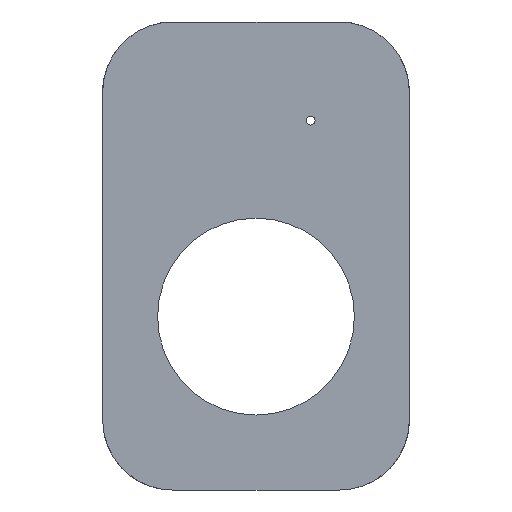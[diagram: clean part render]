
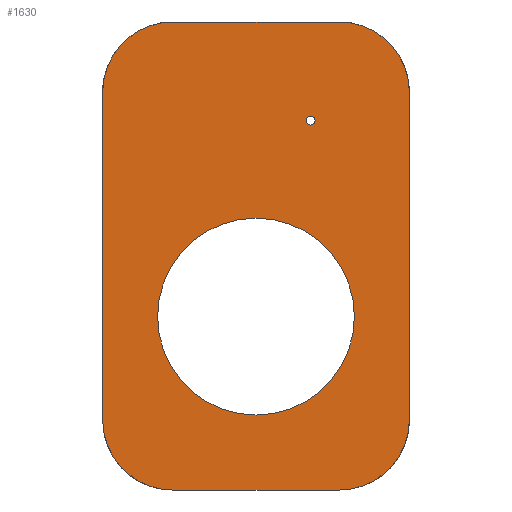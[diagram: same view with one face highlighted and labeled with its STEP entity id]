
A CAD part, front view. The second image highlights one B-rep face of the part: STEP entity #1630.
In plain terms, the highlighted planar face has unit normal (0, -1, 0).
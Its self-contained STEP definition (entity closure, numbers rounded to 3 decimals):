
#18 = AXIS2_PLACEMENT_3D ( 'NONE', #5518, #2992, #6664 ) ;
#183 = AXIS2_PLACEMENT_3D ( 'NONE', #6117, #473, #2950 ) ;
#228 = AXIS2_PLACEMENT_3D ( 'NONE', #793, #7640, #5192 ) ;
#276 = VERTEX_POINT ( 'NONE', #7930 ) ;
#412 = VECTOR ( 'NONE', #4571, 1000. ) ;
#446 = CIRCLE ( 'NONE', #2261, 16. ) ;
#473 = DIRECTION ( 'NONE',  ( 0., 1., 0. ) ) ;
#517 = CARTESIAN_POINT ( 'NONE',  ( 13., 0., 0. ) ) ;
#549 = DIRECTION ( 'NONE',  ( 0., 0., -1. ) ) ;
#603 = CARTESIAN_POINT ( 'NONE',  ( 44.55, 0., -6.55 ) ) ;
#624 = CARTESIAN_POINT ( 'NONE',  ( 44.55, 0., -6.55 ) ) ;
#633 = EDGE_LOOP ( 'NONE', ( #3084, #763, #5805, #7399, #1708, #3900, #4943, #2953 ) ) ;
#663 = DIRECTION ( 'NONE',  ( 0., 1., 0. ) ) ;
#763 = ORIENTED_EDGE ( 'NONE', *, *, #1941, .T. ) ;
#778 = VERTEX_POINT ( 'NONE', #1803 ) ;
#787 = CARTESIAN_POINT ( 'NONE',  ( 67.1, 0., 0. ) ) ;
#793 = CARTESIAN_POINT ( 'NONE',  ( 51.1, 0., 0. ) ) ;
#1072 = DIRECTION ( 'NONE',  ( 0., 1., 0. ) ) ;
#1307 = EDGE_CURVE ( 'NONE', #6154, #276, #4822, .T. ) ;
#1326 = AXIS2_PLACEMENT_3D ( 'NONE', #1974, #3802, #5668 ) ;
#1342 = EDGE_CURVE ( 'NONE', #1903, #2196, #6087, .T. ) ;
#1478 = ORIENTED_EDGE ( 'NONE', *, *, #6883, .T. ) ;
#1540 = CARTESIAN_POINT ( 'NONE',  ( 13., 0., -91. ) ) ;
#1630 = ADVANCED_FACE ( 'NONE', ( #2983, #2338, #6080 ), #2302, .T. ) ;
#1708 = ORIENTED_EDGE ( 'NONE', *, *, #7723, .F. ) ;
#1732 = EDGE_CURVE ( 'NONE', #276, #6154, #6525, .T. ) ;
#1779 = AXIS2_PLACEMENT_3D ( 'NONE', #517, #2991, #4947 ) ;
#1803 = CARTESIAN_POINT ( 'NONE',  ( -3., 0., -75. ) ) ;
#1903 = VERTEX_POINT ( 'NONE', #7941 ) ;
#1941 = EDGE_CURVE ( 'NONE', #4158, #4546, #4193, .T. ) ;
#1972 = VECTOR ( 'NONE', #2348, 1000. ) ;
#1974 = CARTESIAN_POINT ( 'NONE',  ( 32.05, 0., -51.355 ) ) ;
#2077 = EDGE_LOOP ( 'NONE', ( #7542, #1478 ) ) ;
#2196 = VERTEX_POINT ( 'NONE', #1540 ) ;
#2261 = AXIS2_PLACEMENT_3D ( 'NONE', #6233, #663, #2529 ) ;
#2302 = PLANE ( 'NONE',  #3399 ) ;
#2338 = FACE_BOUND ( 'NONE', #5077, .T. ) ;
#2348 = DIRECTION ( 'NONE',  ( -1., 0., 0. ) ) ;
#2353 = CARTESIAN_POINT ( 'NONE',  ( 44.55, 0., -7.55 ) ) ;
#2430 = EDGE_CURVE ( 'NONE', #4392, #5545, #4320, .T. ) ;
#2441 = CARTESIAN_POINT ( 'NONE',  ( 67.1, 0., -75. ) ) ;
#2529 = DIRECTION ( 'NONE',  ( 0., 0., -1. ) ) ;
#2950 = DIRECTION ( 'NONE',  ( 0., 0., -1. ) ) ;
#2953 = ORIENTED_EDGE ( 'NONE', *, *, #1342, .F. ) ;
#2983 = FACE_OUTER_BOUND ( 'NONE', #633, .T. ) ;
#2991 = DIRECTION ( 'NONE',  ( 0., 1., 0. ) ) ;
#2992 = DIRECTION ( 'NONE',  ( 0., 1., 0. ) ) ;
#3084 = ORIENTED_EDGE ( 'NONE', *, *, #4922, .F. ) ;
#3113 = DIRECTION ( 'NONE',  ( 0., 0., -1. ) ) ;
#3182 = EDGE_CURVE ( 'NONE', #6499, #4775, #5232, .T. ) ;
#3293 = EDGE_CURVE ( 'NONE', #2196, #778, #5758, .T. ) ;
#3399 = AXIS2_PLACEMENT_3D ( 'NONE', #4294, #4820, #549 ) ;
#3802 = DIRECTION ( 'NONE',  ( 0., 1., 0. ) ) ;
#3900 = ORIENTED_EDGE ( 'NONE', *, *, #7805, .F. ) ;
#4158 = VERTEX_POINT ( 'NONE', #2441 ) ;
#4193 = LINE ( 'NONE', #6017, #412 ) ;
#4202 = ORIENTED_EDGE ( 'NONE', *, *, #1307, .T. ) ;
#4249 = CARTESIAN_POINT ( 'NONE',  ( 13., 0., 16. ) ) ;
#4294 = CARTESIAN_POINT ( 'NONE',  ( 51.1, 0., -86.5 ) ) ;
#4320 = CIRCLE ( 'NONE', #5867, 1. ) ;
#4392 = VERTEX_POINT ( 'NONE', #2353 ) ;
#4457 = LINE ( 'NONE', #5675, #4897 ) ;
#4546 = VERTEX_POINT ( 'NONE', #787 ) ;
#4571 = DIRECTION ( 'NONE',  ( 0., 0., 1. ) ) ;
#4772 = VERTEX_POINT ( 'NONE', #7257 ) ;
#4775 = VERTEX_POINT ( 'NONE', #4249 ) ;
#4820 = DIRECTION ( 'NONE',  ( 0., -1., 0. ) ) ;
#4822 = CIRCLE ( 'NONE', #18, 22.5 ) ;
#4835 = CARTESIAN_POINT ( 'NONE',  ( 44.55, 0., -5.55 ) ) ;
#4897 = VECTOR ( 'NONE', #5108, 1000. ) ;
#4922 = EDGE_CURVE ( 'NONE', #4158, #1903, #446, .T. ) ;
#4943 = ORIENTED_EDGE ( 'NONE', *, *, #3293, .F. ) ;
#4947 = DIRECTION ( 'NONE',  ( 0., 0., -1. ) ) ;
#5018 = CIRCLE ( 'NONE', #6452, 1. ) ;
#5077 = EDGE_LOOP ( 'NONE', ( #4202, #6506 ) ) ;
#5108 = DIRECTION ( 'NONE',  ( 0., 0., 1. ) ) ;
#5192 = DIRECTION ( 'NONE',  ( 0., 0., -1. ) ) ;
#5194 = CARTESIAN_POINT ( 'NONE',  ( 0., 0., 16. ) ) ;
#5232 = LINE ( 'NONE', #5194, #5236 ) ;
#5236 = VECTOR ( 'NONE', #5276, 1000. ) ;
#5276 = DIRECTION ( 'NONE',  ( -1., 0., 0. ) ) ;
#5290 = CIRCLE ( 'NONE', #228, 16. ) ;
#5502 = DIRECTION ( 'NONE',  ( 0., 0., -1. ) ) ;
#5518 = CARTESIAN_POINT ( 'NONE',  ( 32.05, 0., -51.355 ) ) ;
#5545 = VERTEX_POINT ( 'NONE', #4835 ) ;
#5555 = DIRECTION ( 'NONE',  ( 0., 1., 0. ) ) ;
#5668 = DIRECTION ( 'NONE',  ( 0., 0., -1. ) ) ;
#5675 = CARTESIAN_POINT ( 'NONE',  ( -3., 0., 0. ) ) ;
#5758 = CIRCLE ( 'NONE', #183, 16. ) ;
#5805 = ORIENTED_EDGE ( 'NONE', *, *, #7858, .F. ) ;
#5867 = AXIS2_PLACEMENT_3D ( 'NONE', #603, #5555, #3113 ) ;
#6017 = CARTESIAN_POINT ( 'NONE',  ( 67.1, 0., 0. ) ) ;
#6072 = CARTESIAN_POINT ( 'NONE',  ( 32.05, 0., -73.855 ) ) ;
#6080 = FACE_BOUND ( 'NONE', #2077, .T. ) ;
#6087 = LINE ( 'NONE', #8054, #1972 ) ;
#6117 = CARTESIAN_POINT ( 'NONE',  ( 13., 0., -75. ) ) ;
#6132 = CARTESIAN_POINT ( 'NONE',  ( 51.1, 0., 16. ) ) ;
#6154 = VERTEX_POINT ( 'NONE', #6072 ) ;
#6233 = CARTESIAN_POINT ( 'NONE',  ( 51.1, 0., -75. ) ) ;
#6452 = AXIS2_PLACEMENT_3D ( 'NONE', #624, #1072, #5502 ) ;
#6499 = VERTEX_POINT ( 'NONE', #6132 ) ;
#6506 = ORIENTED_EDGE ( 'NONE', *, *, #1732, .T. ) ;
#6525 = CIRCLE ( 'NONE', #1326, 22.5 ) ;
#6664 = DIRECTION ( 'NONE',  ( 0., 0., -1. ) ) ;
#6724 = CIRCLE ( 'NONE', #1779, 16. ) ;
#6883 = EDGE_CURVE ( 'NONE', #5545, #4392, #5018, .T. ) ;
#7257 = CARTESIAN_POINT ( 'NONE',  ( -3., 0., 0. ) ) ;
#7399 = ORIENTED_EDGE ( 'NONE', *, *, #3182, .T. ) ;
#7542 = ORIENTED_EDGE ( 'NONE', *, *, #2430, .T. ) ;
#7640 = DIRECTION ( 'NONE',  ( 0., 1., 0. ) ) ;
#7723 = EDGE_CURVE ( 'NONE', #4772, #4775, #6724, .T. ) ;
#7805 = EDGE_CURVE ( 'NONE', #778, #4772, #4457, .T. ) ;
#7858 = EDGE_CURVE ( 'NONE', #6499, #4546, #5290, .T. ) ;
#7930 = CARTESIAN_POINT ( 'NONE',  ( 32.05, 0., -28.855 ) ) ;
#7941 = CARTESIAN_POINT ( 'NONE',  ( 51.1, 0., -91. ) ) ;
#8054 = CARTESIAN_POINT ( 'NONE',  ( 0., 0., -91. ) ) ;
